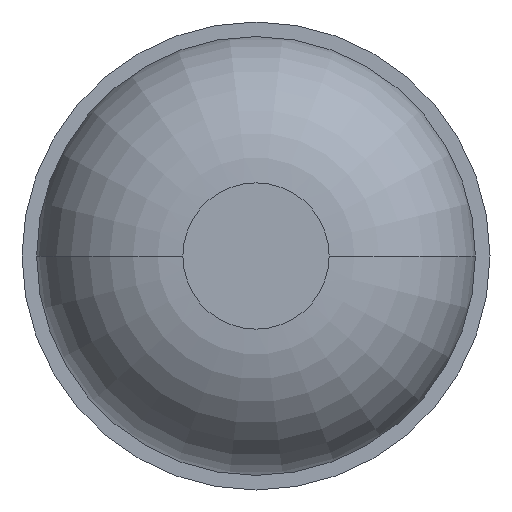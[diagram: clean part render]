
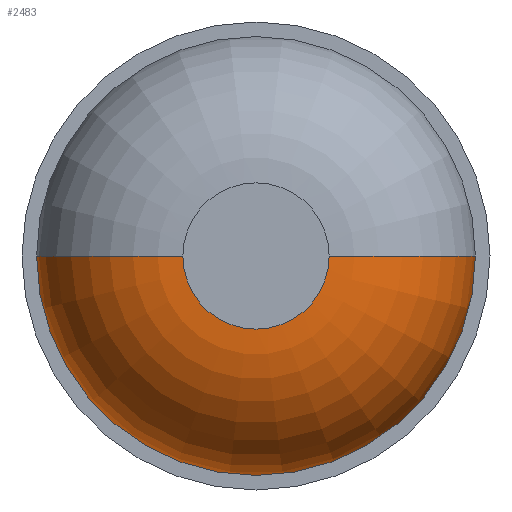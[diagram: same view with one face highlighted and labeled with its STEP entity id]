
A CAD part, front view. The second image highlights one B-rep face of the part: STEP entity #2483.
In plain terms, the highlighted toroidal (fillet/blend) face has major radius 0.125 mm and minor radius 0.25 mm.
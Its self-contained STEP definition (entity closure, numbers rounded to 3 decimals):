
#9 = CIRCLE ( 'NONE', #2144, 0.25 ) ;
#151 = AXIS2_PLACEMENT_3D ( 'NONE', #2791, #847, #893 ) ;
#259 = CARTESIAN_POINT ( 'NONE',  ( 0., -19.45, 0. ) ) ;
#274 = CARTESIAN_POINT ( 'NONE',  ( 0.375, -19.45, 0. ) ) ;
#343 = ORIENTED_EDGE ( 'NONE', *, *, #2647, .F. ) ;
#415 = DIRECTION ( 'NONE',  ( 0., 0., -1. ) ) ;
#539 = DIRECTION ( 'NONE',  ( 0., 1., 0. ) ) ;
#555 = DIRECTION ( 'NONE',  ( 1., 0., 0. ) ) ;
#621 = CARTESIAN_POINT ( 'NONE',  ( -0.125, -19.7, 0. ) ) ;
#665 = CARTESIAN_POINT ( 'NONE',  ( -0.375, -19.45, 0. ) ) ;
#701 = CIRCLE ( 'NONE', #1274, 0.25 ) ;
#810 = CARTESIAN_POINT ( 'NONE',  ( 0.125, -19.45, 0. ) ) ;
#847 = DIRECTION ( 'NONE',  ( 0., -1., 0. ) ) ;
#893 = DIRECTION ( 'NONE',  ( 1., 0., 0. ) ) ;
#1036 = ORIENTED_EDGE ( 'NONE', *, *, #1477, .F. ) ;
#1189 = DIRECTION ( 'NONE',  ( 0., 1., 0. ) ) ;
#1213 = VERTEX_POINT ( 'NONE', #665 ) ;
#1262 = DIRECTION ( 'NONE',  ( -1., 0., 0. ) ) ;
#1274 = AXIS2_PLACEMENT_3D ( 'NONE', #810, #1386, #555 ) ;
#1290 = EDGE_CURVE ( 'NONE', #2804, #1213, #9, .T. ) ;
#1322 = AXIS2_PLACEMENT_3D ( 'NONE', #259, #539, #1651 ) ;
#1386 = DIRECTION ( 'NONE',  ( 0., 0., 1. ) ) ;
#1477 = EDGE_CURVE ( 'NONE', #1828, #2069, #701, .T. ) ;
#1651 = DIRECTION ( 'NONE',  ( 1., 0., 0. ) ) ;
#1666 = EDGE_CURVE ( 'Defeature ausgef�hrt1_0+Defeature ausgef�hrt1_2+Defeature ausgef�hrt1_2+Defeature ausgef�hrt1_2', #2069, #1213, #2735, .T. ) ;
#1678 = ORIENTED_EDGE ( 'NONE', *, *, #1290, .T. ) ;
#1749 = DIRECTION ( 'NONE',  ( 1., 0., 0. ) ) ;
#1806 = EDGE_LOOP ( 'NONE', ( #343, #1678, #3130, #1036 ) ) ;
#1828 = VERTEX_POINT ( 'NONE', #2882 ) ;
#2069 = VERTEX_POINT ( 'NONE', #274 ) ;
#2088 = TOROIDAL_SURFACE ( 'NONE', #1322, 0.125, 0.25 ) ;
#2144 = AXIS2_PLACEMENT_3D ( 'NONE', #3477, #415, #1262 ) ;
#2483 = ADVANCED_FACE ( 'Defeature ausgef�hrt1_2', ( #2916 ), #2088, .T. ) ;
#2647 = EDGE_CURVE ( 'Defeature ausgef�hrt1_1+Defeature ausgef�hrt1_2+Defeature ausgef�hrt1_2+Defeature ausgef�hrt1_2', #2804, #1828, #3172, .T. ) ;
#2735 = CIRCLE ( 'NONE', #3141, 0.375 ) ;
#2791 = CARTESIAN_POINT ( 'NONE',  ( 0., -19.7, 0. ) ) ;
#2804 = VERTEX_POINT ( 'NONE', #621 ) ;
#2882 = CARTESIAN_POINT ( 'NONE',  ( 0.125, -19.7, 0. ) ) ;
#2916 = FACE_OUTER_BOUND ( 'NONE', #1806, .T. ) ;
#3130 = ORIENTED_EDGE ( 'NONE', *, *, #1666, .F. ) ;
#3141 = AXIS2_PLACEMENT_3D ( 'NONE', #3410, #1189, #1749 ) ;
#3172 = CIRCLE ( 'NONE', #151, 0.125 ) ;
#3410 = CARTESIAN_POINT ( 'NONE',  ( 0., -19.45, 0. ) ) ;
#3477 = CARTESIAN_POINT ( 'NONE',  ( -0.125, -19.45, 0. ) ) ;
